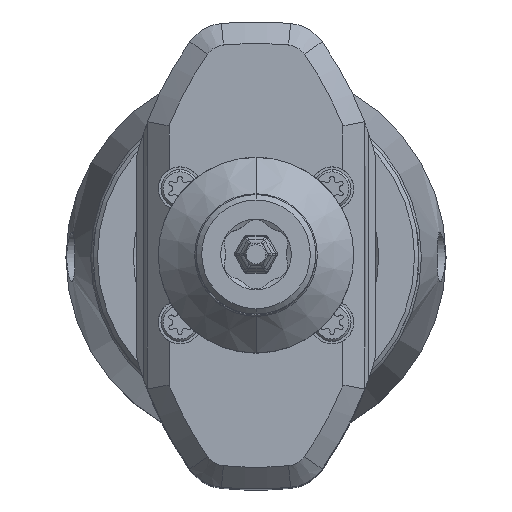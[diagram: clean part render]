
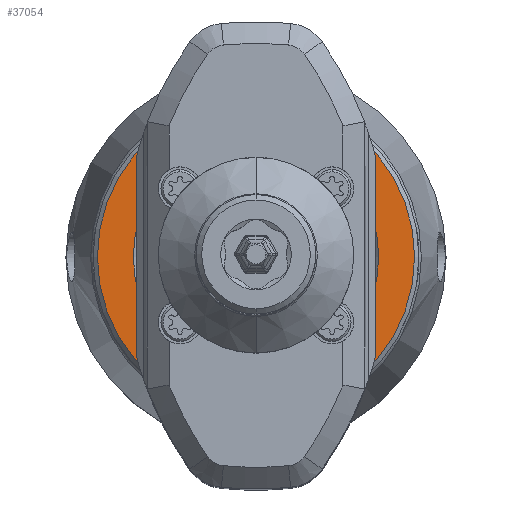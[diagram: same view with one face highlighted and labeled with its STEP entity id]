
A CAD part, top view. The second image highlights one B-rep face of the part: STEP entity #37054.
In plain terms, the highlighted planar face has unit normal (0, 0, 1).
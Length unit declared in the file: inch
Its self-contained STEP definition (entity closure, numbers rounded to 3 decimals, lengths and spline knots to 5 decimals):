
#14541=CARTESIAN_POINT('',(0.,0.,-0.47244));
#14542=DIRECTION('',(0.,0.,1.));
#14543=DIRECTION('',(0.,1.,0.));
#14544=AXIS2_PLACEMENT_3D('',#14541,#14542,#14543);
#14546=CARTESIAN_POINT('',(0.,0.,-0.47244));
#14547=DIRECTION('',(0.,0.,1.));
#14548=DIRECTION('',(0.,-1.,0.));
#14549=AXIS2_PLACEMENT_3D('',#14546,#14547,#14548);
#14551=CARTESIAN_POINT('',(0.,0.,-0.47244));
#14552=DIRECTION('',(0.,0.,1.));
#14553=DIRECTION('',(0.,-1.,0.));
#14554=AXIS2_PLACEMENT_3D('',#14551,#14552,#14553);
#14556=CARTESIAN_POINT('',(0.,0.,-0.47244));
#14557=DIRECTION('',(0.,0.,1.));
#14558=DIRECTION('',(0.,1.,0.));
#14559=AXIS2_PLACEMENT_3D('',#14556,#14557,#14558);
#18955=CARTESIAN_POINT('',(0.,0.5748,-0.47244));
#18956=CARTESIAN_POINT('',(0.,-0.5748,-0.47244));
#18957=VERTEX_POINT('',#18955);
#18958=VERTEX_POINT('',#18956);
#19006=CARTESIAN_POINT('',(0.,-0.44488,-0.47244));
#19007=CARTESIAN_POINT('',(0.,0.44488,-0.47244));
#19008=VERTEX_POINT('',#19006);
#19009=VERTEX_POINT('',#19007);
#37038=CARTESIAN_POINT('',(0.,0.,-0.47244));
#37039=DIRECTION('',(0.,0.,1.));
#37040=DIRECTION('',(0.,1.,0.));
#37041=AXIS2_PLACEMENT_3D('',#37038,#37039,#37040);
#37042=PLANE('',#37041);
#37044=ORIENTED_EDGE('',*,*,#37043,.F.);
#37045=ORIENTED_EDGE('',*,*,#37028,.F.);
#37046=EDGE_LOOP('',(#37044,#37045));
#37047=FACE_OUTER_BOUND('',#37046,.F.);
#37049=ORIENTED_EDGE('',*,*,#37048,.T.);
#37051=ORIENTED_EDGE('',*,*,#37050,.T.);
#37052=EDGE_LOOP('',(#37049,#37051));
#37053=FACE_BOUND('',#37052,.F.);
#37054=ADVANCED_FACE('',(#37047,#37053),#37042,.T.);
#14545=CIRCLE('',#14544,0.5748);
#14550=CIRCLE('',#14549,0.5748);
#14555=CIRCLE('',#14554,0.44488);
#14560=CIRCLE('',#14559,0.44488);
#37028=EDGE_CURVE('',#18958,#18957,#14550,.T.);
#37043=EDGE_CURVE('',#18957,#18958,#14545,.T.);
#37048=EDGE_CURVE('',#19008,#19009,#14555,.T.);
#37050=EDGE_CURVE('',#19009,#19008,#14560,.T.);
